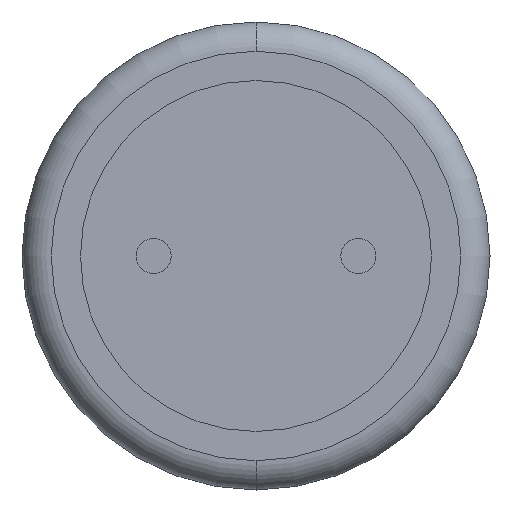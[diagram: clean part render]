
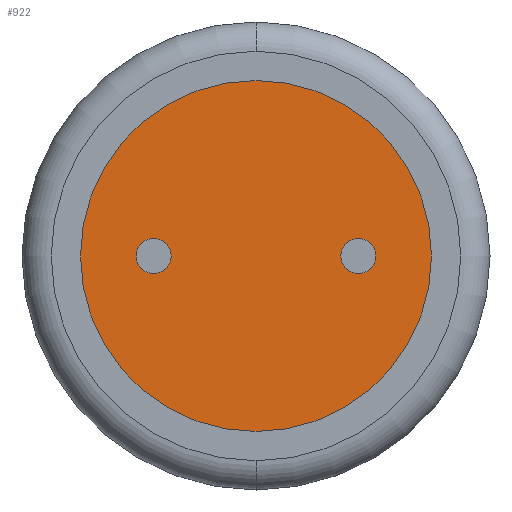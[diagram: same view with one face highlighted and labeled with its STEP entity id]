
A CAD part, front view. The second image highlights one B-rep face of the part: STEP entity #922.
In plain terms, the highlighted planar face has unit normal (0, -1, 0).
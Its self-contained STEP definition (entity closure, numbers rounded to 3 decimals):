
#14 = AXIS2_PLACEMENT_3D ( 'NONE', #397, #33, #908 ) ;
#21 = CARTESIAN_POINT ( 'NONE',  ( 0., 0.25, 0. ) ) ;
#33 = DIRECTION ( 'NONE',  ( 0., -1., 0. ) ) ;
#34 = ORIENTED_EDGE ( 'NONE', *, *, #699, .F. ) ;
#52 = ORIENTED_EDGE ( 'NONE', *, *, #390, .T. ) ;
#57 = EDGE_CURVE ( 'NONE', #462, #636, #79, .T. ) ;
#79 = CIRCLE ( 'NONE', #190, 3. ) ;
#114 = AXIS2_PLACEMENT_3D ( 'NONE', #713, #709, #627 ) ;
#136 = VERTEX_POINT ( 'NONE', #443 ) ;
#148 = VERTEX_POINT ( 'NONE', #497 ) ;
#153 = CARTESIAN_POINT ( 'NONE',  ( 0., 0.25, 0. ) ) ;
#159 = CIRCLE ( 'NONE', #873, 0.3 ) ;
#190 = AXIS2_PLACEMENT_3D ( 'NONE', #153, #662, #227 ) ;
#204 = CARTESIAN_POINT ( 'NONE',  ( 1.75, 0.25, 0. ) ) ;
#214 = CARTESIAN_POINT ( 'NONE',  ( -1.75, 0.25, 0. ) ) ;
#220 = CARTESIAN_POINT ( 'NONE',  ( -1.75, 0.25, 0. ) ) ;
#227 = DIRECTION ( 'NONE',  ( 0., 0., -1. ) ) ;
#271 = VERTEX_POINT ( 'NONE', #503 ) ;
#281 = EDGE_LOOP ( 'NONE', ( #537, #52 ) ) ;
#283 = DIRECTION ( 'NONE',  ( 0., -1., 0. ) ) ;
#289 = FACE_OUTER_BOUND ( 'NONE', #281, .T. ) ;
#297 = CIRCLE ( 'NONE', #114, 3. ) ;
#319 = CIRCLE ( 'NONE', #757, 0.3 ) ;
#344 = CARTESIAN_POINT ( 'NONE',  ( 0., 0.25, 3. ) ) ;
#390 = EDGE_CURVE ( 'NONE', #636, #462, #297, .T. ) ;
#397 = CARTESIAN_POINT ( 'NONE',  ( 1.75, 0.25, 0. ) ) ;
#402 = AXIS2_PLACEMENT_3D ( 'NONE', #21, #827, #685 ) ;
#413 = DIRECTION ( 'NONE',  ( 0., 0., -1. ) ) ;
#427 = DIRECTION ( 'NONE',  ( 0., 0., -1. ) ) ;
#443 = CARTESIAN_POINT ( 'NONE',  ( -1.75, 0.25, 0.3 ) ) ;
#459 = CARTESIAN_POINT ( 'NONE',  ( 0., 0.25, -3. ) ) ;
#462 = VERTEX_POINT ( 'NONE', #459 ) ;
#466 = CARTESIAN_POINT ( 'NONE',  ( -1.75, 0.25, -0.3 ) ) ;
#497 = CARTESIAN_POINT ( 'NONE',  ( 1.75, 0.25, -0.3 ) ) ;
#503 = CARTESIAN_POINT ( 'NONE',  ( 1.75, 0.25, 0.3 ) ) ;
#526 = CIRCLE ( 'NONE', #872, 0.3 ) ;
#533 = EDGE_CURVE ( 'NONE', #148, #271, #526, .T. ) ;
#537 = ORIENTED_EDGE ( 'NONE', *, *, #57, .T. ) ;
#627 = DIRECTION ( 'NONE',  ( 0., 0., -1. ) ) ;
#636 = VERTEX_POINT ( 'NONE', #344 ) ;
#647 = ORIENTED_EDGE ( 'NONE', *, *, #684, .F. ) ;
#662 = DIRECTION ( 'NONE',  ( 0., -1., 0. ) ) ;
#684 = EDGE_CURVE ( 'NONE', #867, #136, #159, .T. ) ;
#685 = DIRECTION ( 'NONE',  ( 0., 0., -1. ) ) ;
#696 = CIRCLE ( 'NONE', #14, 0.3 ) ;
#699 = EDGE_CURVE ( 'NONE', #136, #867, #319, .T. ) ;
#709 = DIRECTION ( 'NONE',  ( 0., -1., 0. ) ) ;
#713 = CARTESIAN_POINT ( 'NONE',  ( 0., 0.25, 0. ) ) ;
#733 = DIRECTION ( 'NONE',  ( 0., 0., -1. ) ) ;
#752 = ORIENTED_EDGE ( 'NONE', *, *, #533, .F. ) ;
#757 = AXIS2_PLACEMENT_3D ( 'NONE', #220, #283, #427 ) ;
#764 = FACE_BOUND ( 'NONE', #780, .T. ) ;
#780 = EDGE_LOOP ( 'NONE', ( #34, #647 ) ) ;
#802 = ORIENTED_EDGE ( 'NONE', *, *, #891, .F. ) ;
#827 = DIRECTION ( 'NONE',  ( 0., -1., 0. ) ) ;
#832 = PLANE ( 'NONE',  #402 ) ;
#845 = DIRECTION ( 'NONE',  ( 0., -1., 0. ) ) ;
#850 = FACE_BOUND ( 'NONE', #930, .T. ) ;
#867 = VERTEX_POINT ( 'NONE', #466 ) ;
#872 = AXIS2_PLACEMENT_3D ( 'NONE', #204, #845, #413 ) ;
#873 = AXIS2_PLACEMENT_3D ( 'NONE', #214, #926, #733 ) ;
#891 = EDGE_CURVE ( 'NONE', #271, #148, #696, .T. ) ;
#908 = DIRECTION ( 'NONE',  ( 0., 0., -1. ) ) ;
#922 = ADVANCED_FACE ( 'NONE', ( #764, #289, #850 ), #832, .T. ) ;
#926 = DIRECTION ( 'NONE',  ( 0., -1., 0. ) ) ;
#930 = EDGE_LOOP ( 'NONE', ( #802, #752 ) ) ;
